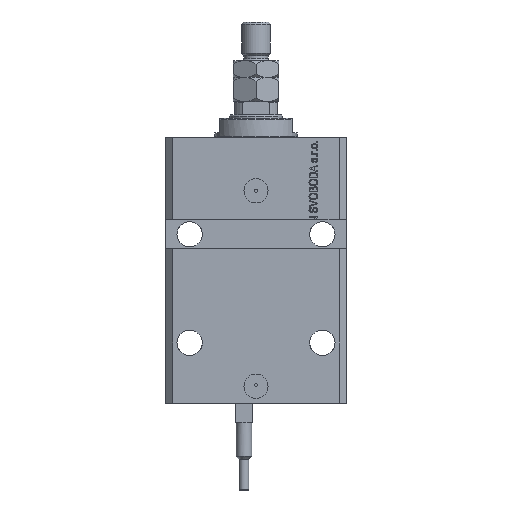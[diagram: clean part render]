
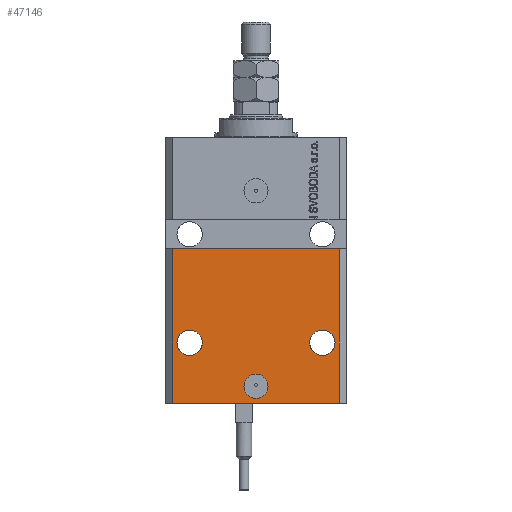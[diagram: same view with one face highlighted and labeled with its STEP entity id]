
A CAD part, front view. The second image highlights one B-rep face of the part: STEP entity #47146.
In plain terms, the highlighted planar face has unit normal (0, -1, 0).
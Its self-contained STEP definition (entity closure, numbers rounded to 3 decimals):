
#389 = EDGE_LOOP ( 'NONE', ( #20126, #31679 ) ) ;
#1159 = DIRECTION ( 'NONE',  ( -1., 0., 0. ) ) ;
#2992 = FACE_BOUND ( 'NONE', #389, .T. ) ;
#3731 = PLANE ( 'NONE',  #32044 ) ;
#4841 = VECTOR ( 'NONE', #11937, 1000. ) ;
#5366 = VERTEX_POINT ( 'NONE', #23157 ) ;
#5419 = EDGE_CURVE ( 'NONE', #5366, #44961, #14348, .T. ) ;
#6495 = DIRECTION ( 'NONE',  ( 0., -1., 0. ) ) ;
#7927 = CIRCLE ( 'NONE', #43239, 5. ) ;
#8131 = EDGE_CURVE ( 'NONE', #28531, #36129, #7927, .T. ) ;
#10209 = EDGE_CURVE ( 'NONE', #36129, #28531, #18439, .T. ) ;
#10754 = CARTESIAN_POINT ( 'NONE',  ( -34.5, -27.5, -110. ) ) ;
#11052 = LINE ( 'NONE', #45490, #14571 ) ;
#11286 = FACE_OUTER_BOUND ( 'NONE', #21155, .T. ) ;
#11669 = EDGE_CURVE ( 'NONE', #48610, #41390, #16024, .T. ) ;
#11683 = VERTEX_POINT ( 'NONE', #24509 ) ;
#11937 = DIRECTION ( 'NONE',  ( 1., 0., 0. ) ) ;
#12248 = DIRECTION ( 'NONE',  ( 0., 0., 1. ) ) ;
#12807 = AXIS2_PLACEMENT_3D ( 'NONE', #33270, #16969, #32309 ) ;
#14348 = CIRCLE ( 'NONE', #28807, 5.25 ) ;
#14571 = VECTOR ( 'NONE', #18345, 1000. ) ;
#14795 = FACE_BOUND ( 'NONE', #48483, .T. ) ;
#16024 = CIRCLE ( 'NONE', #25677, 5.25 ) ;
#16969 = DIRECTION ( 'NONE',  ( 0., -1., 0. ) ) ;
#17143 = CARTESIAN_POINT ( 'NONE',  ( 27.5, -27.5, -85. ) ) ;
#18043 = EDGE_CURVE ( 'NONE', #44961, #5366, #32576, .T. ) ;
#18345 = DIRECTION ( 'NONE',  ( 1., 0., 0. ) ) ;
#18439 = CIRCLE ( 'NONE', #12807, 5. ) ;
#19767 = LINE ( 'NONE', #23294, #45632 ) ;
#20126 = ORIENTED_EDGE ( 'NONE', *, *, #18043, .F. ) ;
#20185 = ORIENTED_EDGE ( 'NONE', *, *, #45462, .F. ) ;
#20828 = CARTESIAN_POINT ( 'NONE',  ( -5., -27.5, -103. ) ) ;
#21155 = EDGE_LOOP ( 'NONE', ( #23145, #20185, #36554, #33510 ) ) ;
#23049 = CARTESIAN_POINT ( 'NONE',  ( -22.25, -27.5, -85. ) ) ;
#23079 = ORIENTED_EDGE ( 'NONE', *, *, #11669, .F. ) ;
#23145 = ORIENTED_EDGE ( 'NONE', *, *, #48887, .F. ) ;
#23157 = CARTESIAN_POINT ( 'NONE',  ( 22.25, -27.5, -85. ) ) ;
#23289 = EDGE_CURVE ( 'NONE', #41390, #48610, #47866, .T. ) ;
#23294 = CARTESIAN_POINT ( 'NONE',  ( -34.5, -27.5, -110. ) ) ;
#24147 = CARTESIAN_POINT ( 'NONE',  ( 27.5, -27.5, -85. ) ) ;
#24509 = CARTESIAN_POINT ( 'NONE',  ( 34.5, -27.5, -110. ) ) ;
#25641 = CARTESIAN_POINT ( 'NONE',  ( 32.75, -27.5, -85. ) ) ;
#25677 = AXIS2_PLACEMENT_3D ( 'NONE', #47406, #43119, #1159 ) ;
#26595 = DIRECTION ( 'NONE',  ( 0., -1., 0. ) ) ;
#27200 = ORIENTED_EDGE ( 'NONE', *, *, #8131, .F. ) ;
#28531 = VERTEX_POINT ( 'NONE', #42356 ) ;
#28547 = AXIS2_PLACEMENT_3D ( 'NONE', #24147, #43002, #39503 ) ;
#28807 = AXIS2_PLACEMENT_3D ( 'NONE', #17143, #40267, #40747 ) ;
#29241 = DIRECTION ( 'NONE',  ( 0., -1., 0. ) ) ;
#29625 = CARTESIAN_POINT ( 'NONE',  ( -34.5, -27.5, -110. ) ) ;
#30625 = FACE_BOUND ( 'NONE', #33048, .T. ) ;
#30786 = LINE ( 'NONE', #34809, #4841 ) ;
#30880 = CARTESIAN_POINT ( 'NONE',  ( 34.5, -27.5, -110. ) ) ;
#31535 = CARTESIAN_POINT ( 'NONE',  ( 34.5, -27.5, -46. ) ) ;
#31679 = ORIENTED_EDGE ( 'NONE', *, *, #5419, .F. ) ;
#32044 = AXIS2_PLACEMENT_3D ( 'NONE', #29625, #26595, #41954 ) ;
#32309 = DIRECTION ( 'NONE',  ( 1., 0., 0. ) ) ;
#32576 = CIRCLE ( 'NONE', #28547, 5.25 ) ;
#33048 = EDGE_LOOP ( 'NONE', ( #27200, #34763 ) ) ;
#33270 = CARTESIAN_POINT ( 'NONE',  ( 0., -27.5, -103. ) ) ;
#33510 = ORIENTED_EDGE ( 'NONE', *, *, #38310, .T. ) ;
#34667 = LINE ( 'NONE', #30880, #39449 ) ;
#34763 = ORIENTED_EDGE ( 'NONE', *, *, #10209, .F. ) ;
#34809 = CARTESIAN_POINT ( 'NONE',  ( -37.5, -27.5, -46. ) ) ;
#35522 = CARTESIAN_POINT ( 'NONE',  ( -32.75, -27.5, -85. ) ) ;
#36129 = VERTEX_POINT ( 'NONE', #20828 ) ;
#36267 = VERTEX_POINT ( 'NONE', #10754 ) ;
#36554 = ORIENTED_EDGE ( 'NONE', *, *, #38140, .T. ) ;
#37430 = AXIS2_PLACEMENT_3D ( 'NONE', #44347, #29241, #44586 ) ;
#38140 = EDGE_CURVE ( 'NONE', #36267, #11683, #11052, .T. ) ;
#38310 = EDGE_CURVE ( 'NONE', #11683, #44557, #34667, .T. ) ;
#39449 = VECTOR ( 'NONE', #46228, 1000. ) ;
#39503 = DIRECTION ( 'NONE',  ( 1., 0., 0. ) ) ;
#40267 = DIRECTION ( 'NONE',  ( 0., -1., 0. ) ) ;
#40747 = DIRECTION ( 'NONE',  ( 1., 0., 0. ) ) ;
#41390 = VERTEX_POINT ( 'NONE', #35522 ) ;
#41660 = DIRECTION ( 'NONE',  ( 1., 0., 0. ) ) ;
#41954 = DIRECTION ( 'NONE',  ( 0., 0., -1. ) ) ;
#42356 = CARTESIAN_POINT ( 'NONE',  ( 5., -27.5, -103. ) ) ;
#42500 = VERTEX_POINT ( 'NONE', #44615 ) ;
#42976 = ORIENTED_EDGE ( 'NONE', *, *, #23289, .F. ) ;
#43002 = DIRECTION ( 'NONE',  ( 0., -1., 0. ) ) ;
#43119 = DIRECTION ( 'NONE',  ( 0., -1., 0. ) ) ;
#43239 = AXIS2_PLACEMENT_3D ( 'NONE', #44933, #6495, #41660 ) ;
#44347 = CARTESIAN_POINT ( 'NONE',  ( -27.5, -27.5, -85. ) ) ;
#44557 = VERTEX_POINT ( 'NONE', #31535 ) ;
#44586 = DIRECTION ( 'NONE',  ( -1., 0., 0. ) ) ;
#44615 = CARTESIAN_POINT ( 'NONE',  ( -34.5, -27.5, -46. ) ) ;
#44933 = CARTESIAN_POINT ( 'NONE',  ( 0., -27.5, -103. ) ) ;
#44961 = VERTEX_POINT ( 'NONE', #25641 ) ;
#45462 = EDGE_CURVE ( 'NONE', #36267, #42500, #19767, .T. ) ;
#45490 = CARTESIAN_POINT ( 'NONE',  ( -34.5, -27.5, -110. ) ) ;
#45632 = VECTOR ( 'NONE', #12248, 1000. ) ;
#46228 = DIRECTION ( 'NONE',  ( 0., 0., 1. ) ) ;
#47146 = ADVANCED_FACE ( 'NONE', ( #30625, #2992, #14795, #11286 ), #3731, .T. ) ;
#47406 = CARTESIAN_POINT ( 'NONE',  ( -27.5, -27.5, -85. ) ) ;
#47866 = CIRCLE ( 'NONE', #37430, 5.25 ) ;
#48483 = EDGE_LOOP ( 'NONE', ( #23079, #42976 ) ) ;
#48610 = VERTEX_POINT ( 'NONE', #23049 ) ;
#48887 = EDGE_CURVE ( 'NONE', #42500, #44557, #30786, .T. ) ;
